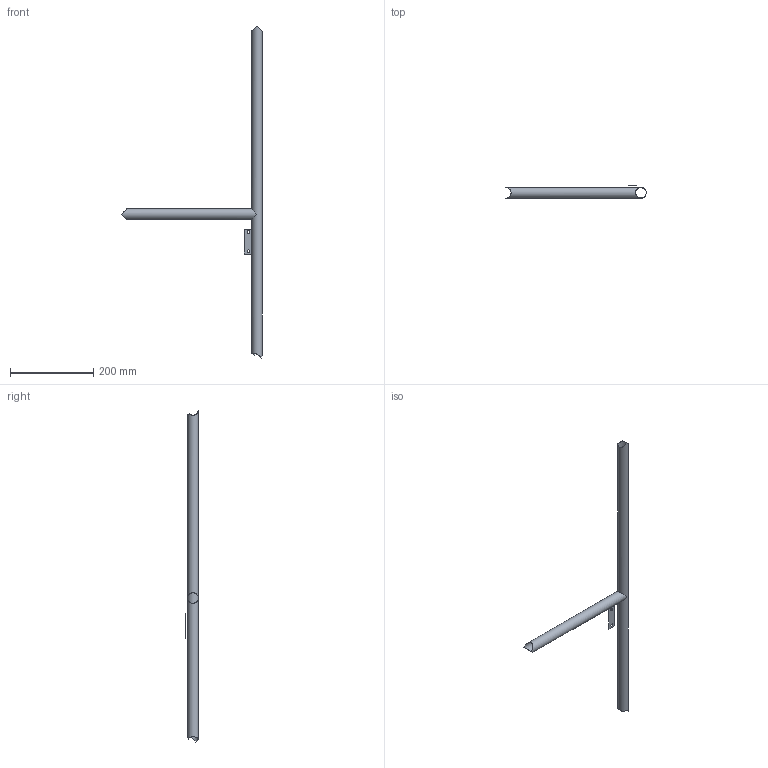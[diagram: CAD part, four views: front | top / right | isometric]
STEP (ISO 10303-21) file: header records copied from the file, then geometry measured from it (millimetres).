
FILE_DESCRIPTION (( 'STEP AP214' ), '1' );
FILE_NAME ('Practice3_Front_Anti-roll_Bar_Bracket.STEP', '2022-10-19T03:48:00', ( '' ), ( '' ), 'SwSTEP 2.0', 'SolidWorks 2022', '' );
FILE_SCHEMA (( 'AUTOMOTIVE_DESIGN' ));
Length unit declared in the file: millimetre
Products named in the file (1): Practice3_Front_Anti-roll_Bar_Bracket
Bounding box: 337.8 x 30.28 x 798.65 mm (x, y, z)
Surface area: 88653 mm2 (no closed solid volume)
Topology: 0 solids, 3 shells, 3 faces, 19 edges, 17 vertices
Faces by surface type: cylinder 2, plane 1
Full cylindrical faces by diameter (mm): 25.6 x2
Entity records: 1492 total; most frequent: CARTESIAN_POINT 1367, B_SPLINE_CURVE_WITH_KNOTS 16, ORIENTED_EDGE 16, EDGE_CURVE 16, VERTEX_POINT 16, DIRECTION 8, EDGE_LOOP 7, FACE_OUTER_BOUND 5
